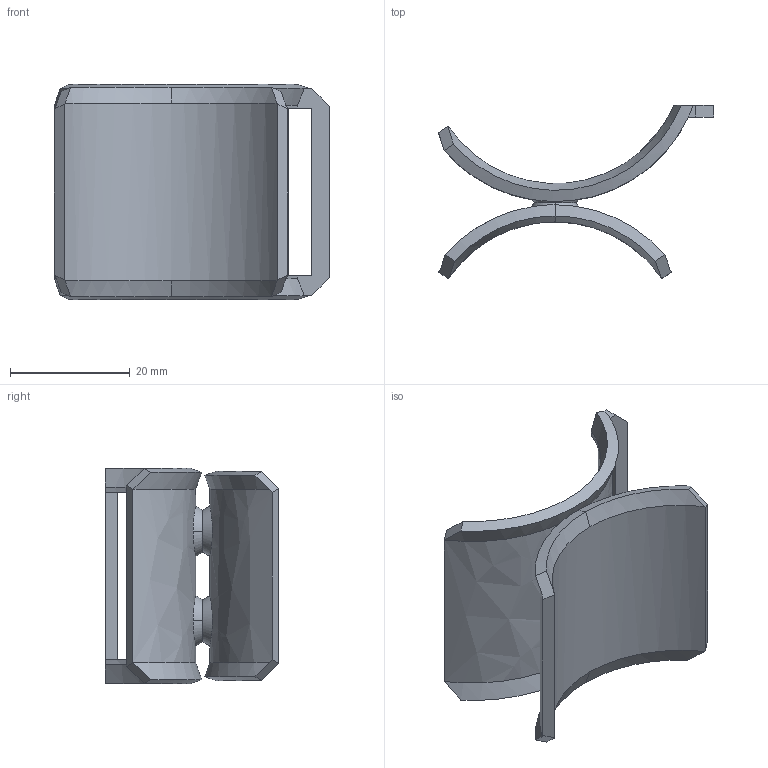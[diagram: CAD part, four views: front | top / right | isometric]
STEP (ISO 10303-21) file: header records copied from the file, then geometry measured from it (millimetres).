
FILE_DESCRIPTION(/* description */ (''),/* implementation_level */ '2;1');
FILE_NAME(/* name */ '1199757',/* time_stamp */ '2015-11-06T16:11:29+01:00',/* author */ (''),/* organization */ (''),/* preprocessor_version */ 'ST-DEVELOPER v15',/* originating_system */ '',/* authorisation */ '');
FILE_SCHEMA (('CONFIG_CONTROL_DESIGN'));
Length unit declared in the file: millimetre
Products named in the file (1): Document
Bounding box: 46 x 29 x 36.01 mm (x, y, z)
Volume: 6725.1 mm3; surface area: 7334.2 mm2
Topology: 2 solids, 2 shells, 56 faces, 138 edges, 88 vertices
Faces by surface type: bspline 36, plane 20
Entity records: 2553 total; most frequent: CARTESIAN_POINT 1617, ORIENTED_EDGE 276, EDGE_CURVE 138, B_SPLINE_CURVE_WITH_KNOTS 98, VERTEX_POINT 88, EDGE_LOOP 60, ADVANCED_FACE 56, FACE_OUTER_BOUND 56
